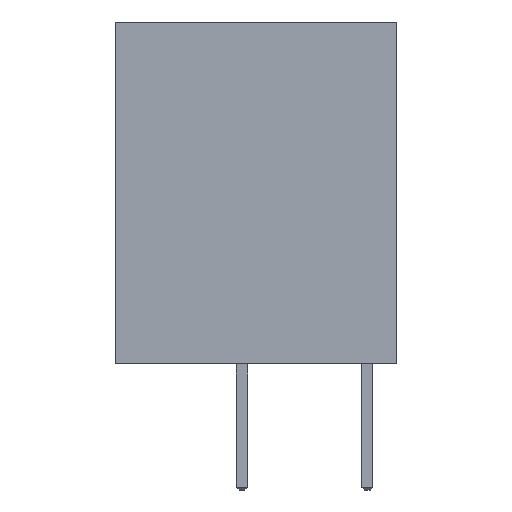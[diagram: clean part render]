
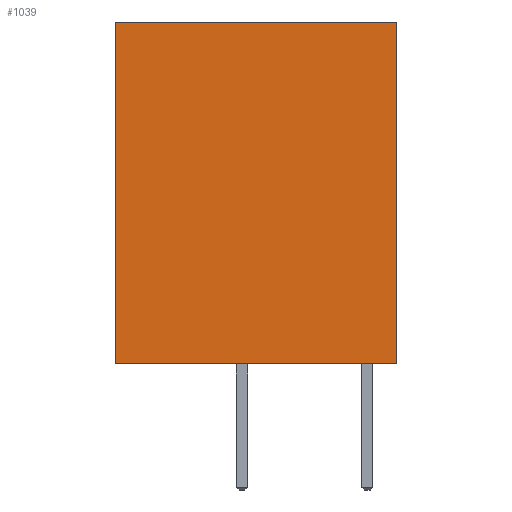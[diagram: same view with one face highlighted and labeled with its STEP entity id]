
A CAD part, left-side view. The second image highlights one B-rep face of the part: STEP entity #1039.
In plain terms, the highlighted planar face has unit normal (-1, 0, 0).
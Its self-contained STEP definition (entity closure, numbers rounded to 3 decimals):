
#1039=ADVANCED_FACE('',(#1973),#1975,.T.);
#1973=FACE_BOUND('',#1974,.T.);
#1974=EDGE_LOOP('',(#2657,#2658,#2659,#2660));
#1975=PLANE('',#1976);
#1976=AXIS2_PLACEMENT_3D('',#1977,#1978,#1979);
#1977=CARTESIAN_POINT('',(0.,10.,0.));
#1978=DIRECTION('',(-1.,0.,0.));
#1979=DIRECTION('',(0.,-1.,0.));
#2657=ORIENTED_EDGE('',*,*,#2954,.T.);
#2658=ORIENTED_EDGE('',*,*,#2952,.T.);
#2659=ORIENTED_EDGE('',*,*,#2950,.F.);
#2660=ORIENTED_EDGE('',*,*,#2947,.F.);
#2947=EDGE_CURVE('',#3418,#3420,#3421,.T.);
#2950=EDGE_CURVE('',#3420,#3425,#3426,.T.);
#2952=EDGE_CURVE('',#3428,#3425,#3429,.T.);
#2954=EDGE_CURVE('',#3418,#3428,#3431,.T.);
#3418=VERTEX_POINT('',#4397);
#3420=VERTEX_POINT('',#4401);
#3421=LINE('',#4402,#4403);
#3425=VERTEX_POINT('',#4413);
#3426=LINE('',#4414,#4415);
#3428=VERTEX_POINT('',#4420);
#3429=LINE('',#4421,#4422);
#3431=LINE('',#4427,#4428);
#4397=CARTESIAN_POINT('',(0.,10.,0.));
#4401=CARTESIAN_POINT('',(0.,10.,12.1));
#4402=CARTESIAN_POINT('',(0.,10.,0.));
#4403=VECTOR('',#4404,1.);
#4404=DIRECTION('',(0.,0.,1.));
#4413=CARTESIAN_POINT('',(0.,0.,12.1));
#4414=CARTESIAN_POINT('',(0.,10.,12.1));
#4415=VECTOR('',#4416,1.);
#4416=DIRECTION('',(0.,-1.,0.));
#4420=CARTESIAN_POINT('',(0.,0.,0.));
#4421=CARTESIAN_POINT('',(0.,0.,0.));
#4422=VECTOR('',#4423,1.);
#4423=DIRECTION('',(0.,0.,1.));
#4427=CARTESIAN_POINT('',(0.,10.,0.));
#4428=VECTOR('',#4429,1.);
#4429=DIRECTION('',(0.,-1.,0.));
